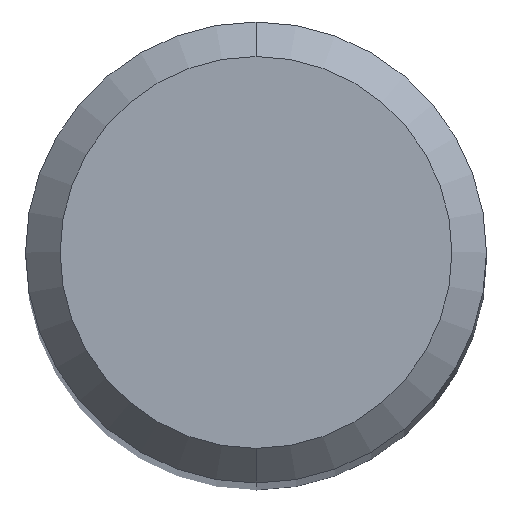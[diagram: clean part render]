
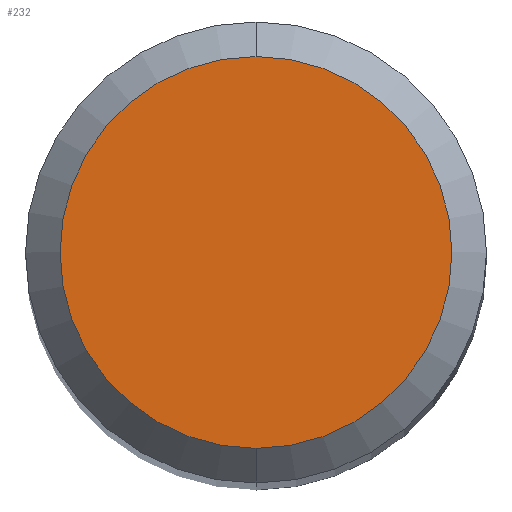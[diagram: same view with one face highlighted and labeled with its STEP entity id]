
A CAD part, top view. The second image highlights one B-rep face of the part: STEP entity #232.
In plain terms, the highlighted planar face has unit normal (0, 0, 1).
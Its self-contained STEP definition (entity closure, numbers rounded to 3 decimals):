
#196=EDGE_CURVE('',#416,#302,#531,.T.);
#232=ADVANCED_FACE('',(#572),#573,.T.);
#302=VERTEX_POINT('',#649);
#332=EDGE_CURVE('',#302,#416,#681,.T.);
#416=VERTEX_POINT('',#777);
#531=CIRCLE('',#920,1.7);
#572=FACE_OUTER_BOUND('',#987,.T.);
#573=PLANE('',#988);
#649=CARTESIAN_POINT('',(0.0,1.7,0.0));
#681=CIRCLE('',#1165,1.7);
#777=CARTESIAN_POINT('',(0.,-1.7,0.0));
#920=AXIS2_PLACEMENT_3D('',#1568,#1569,#1570);
#987=EDGE_LOOP('',(#1625,#1626));
#988=AXIS2_PLACEMENT_3D('',#1627,#1628,#1629);
#1165=AXIS2_PLACEMENT_3D('',#1743,#1744,#1745);
#1568=CARTESIAN_POINT('',(0.0,0.0,0.0));
#1569=DIRECTION('',(0.0,0.0,-1.0));
#1570=DIRECTION('',(0.0,1.0,0.0));
#1625=ORIENTED_EDGE('',*,*,#332,.F.);
#1626=ORIENTED_EDGE('',*,*,#196,.F.);
#1627=CARTESIAN_POINT('',(0.0,0.85,0.0));
#1628=DIRECTION('',(-0.0,0.0,1.0));
#1629=DIRECTION('',(0.0,-1.0,0.0));
#1743=CARTESIAN_POINT('',(0.0,0.0,0.0));
#1744=DIRECTION('',(0.0,0.0,-1.0));
#1745=DIRECTION('',(0.0,1.0,0.0));
